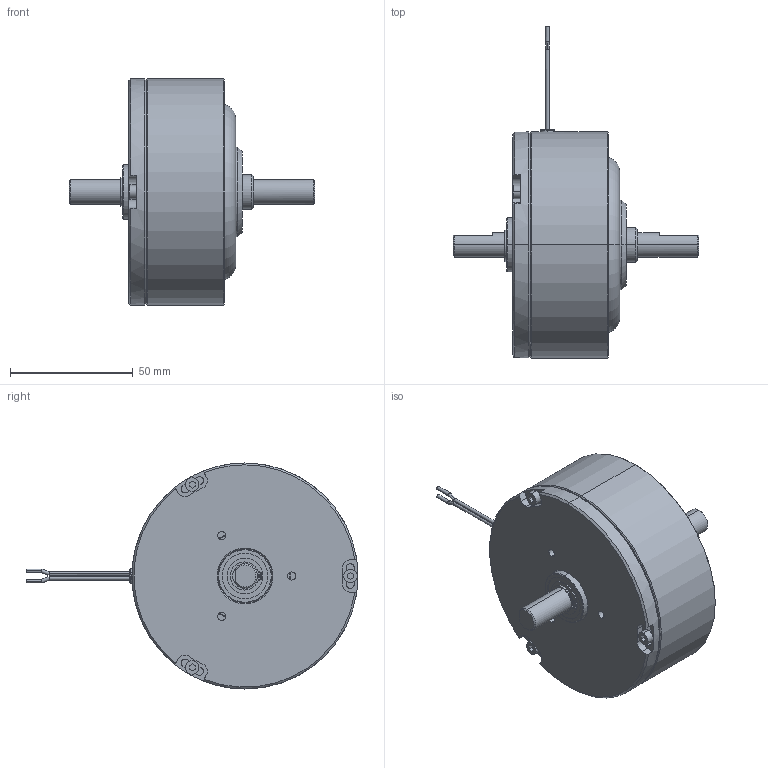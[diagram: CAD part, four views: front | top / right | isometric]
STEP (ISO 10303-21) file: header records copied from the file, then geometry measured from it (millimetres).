
FILE_DESCRIPTION (( 'STEP AP203' ), '1' );
FILE_NAME ('HB-140M_B_EF.STEP', '2013-04-02T13:44:13', ( 'Jeff' ), ( '' ), 'SwSTEP 2.0', 'SolidWorks 2013', '' );
FILE_SCHEMA (( 'CONFIG_CONTROL_DESIGN' ));
Length unit declared in the file: inch
Products named in the file (1): HB-140M_B_EF
Bounding box: 100 x 135.18 x 92.05 mm (x, y, z)
Surface area: 39116.9 mm2 (no closed solid volume)
Topology: 0 solids, 17 shells, 263 faces, 1002 edges, 763 vertices
Faces by surface type: cylinder 124, plane 79, cone 54, torus 6
Entity records: 11147 total; most frequent: CARTESIAN_POINT 2653, DIRECTION 1799, ORIENTED_EDGE 1543, EDGE_CURVE 1002, VERTEX_POINT 763, AXIS2_PLACEMENT_3D 707, CIRCLE 443, VECTOR 385
